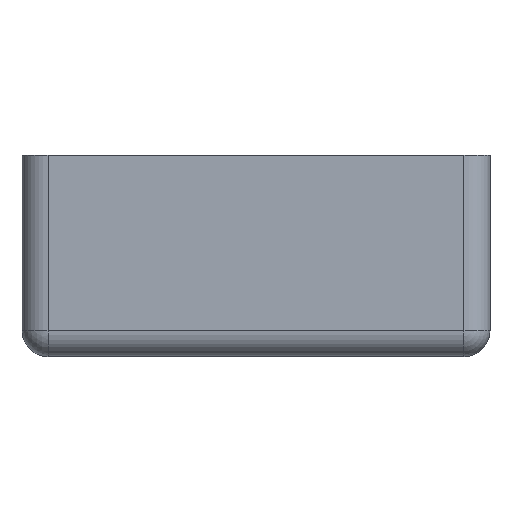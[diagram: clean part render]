
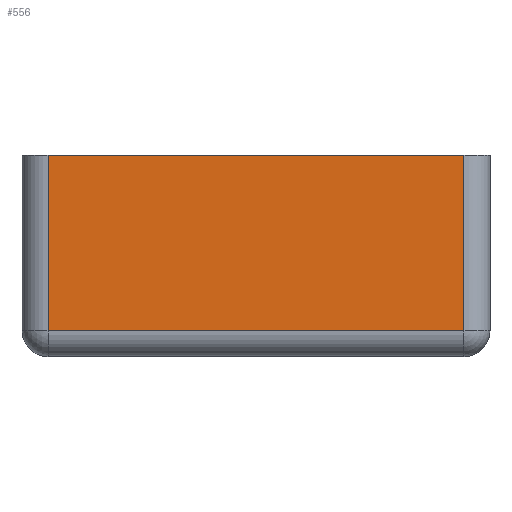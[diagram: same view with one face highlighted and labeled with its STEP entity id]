
A CAD part, left-side view. The second image highlights one B-rep face of the part: STEP entity #556.
In plain terms, the highlighted planar face has unit normal (-1, 0, 0).
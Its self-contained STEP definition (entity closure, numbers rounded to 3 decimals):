
#142 = VERTEX_POINT('',#143);
#143 = CARTESIAN_POINT('',(-3.,31.,10.));
#150 = EDGE_CURVE('',#151,#142,#153,.T.);
#151 = VERTEX_POINT('',#152);
#152 = CARTESIAN_POINT('',(-3.,-1.,10.));
#153 = LINE('',#154,#155);
#154 = CARTESIAN_POINT('',(-3.,22.5,10.));
#155 = VECTOR('',#156,1.);
#156 = DIRECTION('',(0.,1.,0.));
#536 = VERTEX_POINT('',#537);
#537 = CARTESIAN_POINT('',(-3.,31.,-3.5));
#544 = EDGE_CURVE('',#536,#142,#545,.T.);
#545 = LINE('',#546,#547);
#546 = CARTESIAN_POINT('',(-3.,31.,-5.5));
#547 = VECTOR('',#548,1.);
#548 = DIRECTION('',(0.,0.,1.));
#556 = ADVANCED_FACE('',(#557),#575,.F.);
#557 = FACE_BOUND('',#558,.F.);
#558 = EDGE_LOOP('',(#559,#560,#568,#574));
#559 = ORIENTED_EDGE('',*,*,#150,.F.);
#560 = ORIENTED_EDGE('',*,*,#561,.T.);
#561 = EDGE_CURVE('',#151,#562,#564,.T.);
#562 = VERTEX_POINT('',#563);
#563 = CARTESIAN_POINT('',(-3.,-1.,-3.5));
#564 = LINE('',#565,#566);
#565 = CARTESIAN_POINT('',(-3.,-1.,10.));
#566 = VECTOR('',#567,1.);
#567 = DIRECTION('',(0.,0.,-1.));
#568 = ORIENTED_EDGE('',*,*,#569,.F.);
#569 = EDGE_CURVE('',#536,#562,#570,.T.);
#570 = LINE('',#571,#572);
#571 = CARTESIAN_POINT('',(-3.,33.,-3.5));
#572 = VECTOR('',#573,1.);
#573 = DIRECTION('',(0.,-1.,0.));
#574 = ORIENTED_EDGE('',*,*,#544,.T.);
#575 = PLANE('',#576);
#576 = AXIS2_PLACEMENT_3D('',#577,#578,#579);
#577 = CARTESIAN_POINT('',(-3.,30.,-2.5));
#578 = DIRECTION('',(1.,0.,0.));
#579 = DIRECTION('',(0.,-1.,0.));
